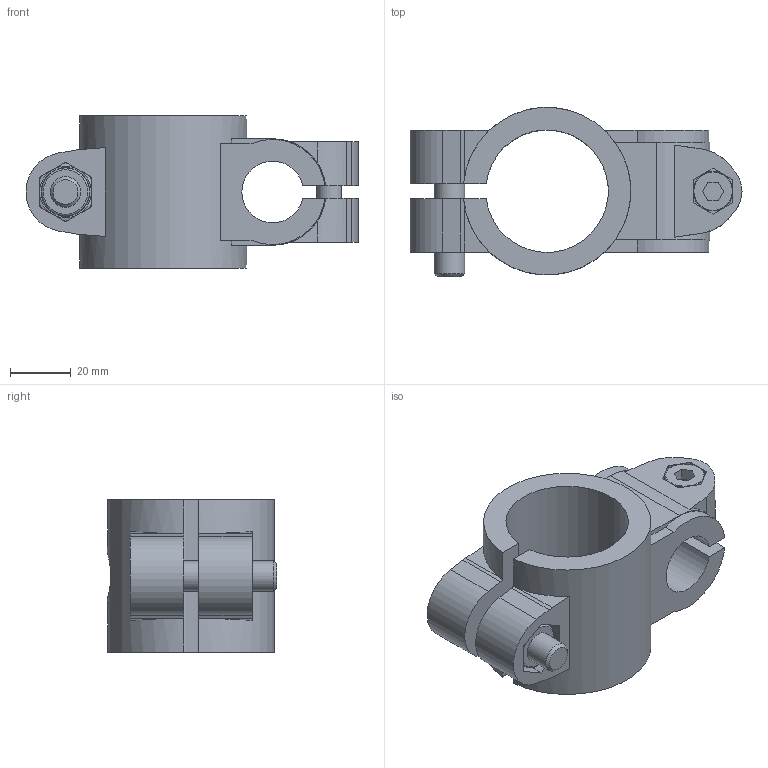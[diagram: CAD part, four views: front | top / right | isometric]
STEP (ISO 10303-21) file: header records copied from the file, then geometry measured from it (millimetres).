
FILE_DESCRIPTION( ( 'STEP AP214' ), '1' );
FILE_NAME( 'K0472.54020.stp', '2020-12-08T09:30:49', ( '' ), ( '' ), ' ', 'PARTsolutions', ' ' );
FILE_SCHEMA( ( 'AUTOMOTIVE_DESIGN { 1 0 10303 214 1 1 1 1 }' ) );
Length unit declared in the file: millimetre
Products named in the file (1): _K0472.54020
Bounding box: 108.96 x 55.5 x 50 mm (x, y, z)
Volume: 98078.2 mm3; surface area: 32467.6 mm2
Topology: 1 solids, 1 shells, 170 faces, 445 edges, 293 vertices
Faces by surface type: plane 101, cylinder 46, cone 17, torus 6
Full cylindrical faces by diameter (mm): 8 x1, 8.376 x1, 8.5 x2, 10 x2, 10.5 x2, 12.6 x1, 12.998 x1, 15 x1, 15.6 x1, 15.9 x1
Entity records: 6584 total; most frequent: CARTESIAN_POINT 1112, DIRECTION 842, ORIENTED_EDGE 826, EDGE_CURVE 413, AXIS2_PLACEMENT_3D 297, VERTEX_POINT 285, LINE 248, VECTOR 248
